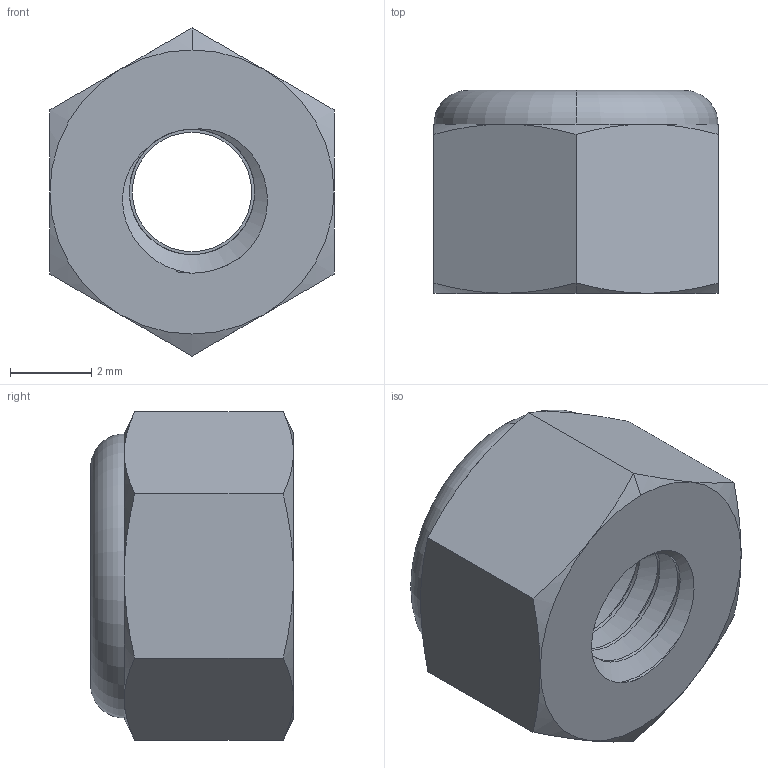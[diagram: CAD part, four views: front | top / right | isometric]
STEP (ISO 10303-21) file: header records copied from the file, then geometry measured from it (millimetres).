
FILE_DESCRIPTION (( 'STEP AP203' ), '1' );
FILE_NAME ('94645A101.STEP', '2019-09-05T12:41:21', ( '' ), ( '' ), 'SwSTEP 2.0', 'SolidWorks 2014', '' );
FILE_SCHEMA (( 'CONFIG_CONTROL_DESIGN' ));
Length unit declared in the file: millimetre
Products named in the file (1): 94645A101
Bounding box: 7 x 5 x 8.08 mm (x, y, z)
Volume: 152.2 mm3; surface area: 371.7 mm2
Topology: 2 solids, 2 shells, 52 faces, 123 edges, 77 vertices
Faces by surface type: cylinder 17, cone 14, plane 12, torus 6, bspline 3
Entity records: 3540 total; most frequent: CARTESIAN_POINT 2364, ORIENTED_EDGE 246, DIRECTION 206, EDGE_CURVE 123, AXIS2_PLACEMENT_3D 91, VERTEX_POINT 77, EDGE_LOOP 58, FACE_OUTER_BOUND 52
